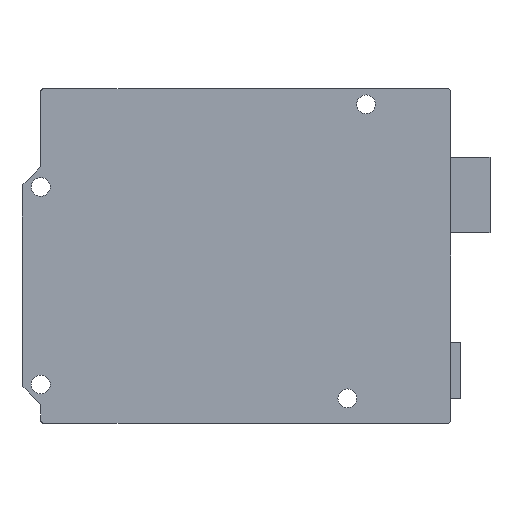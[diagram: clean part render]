
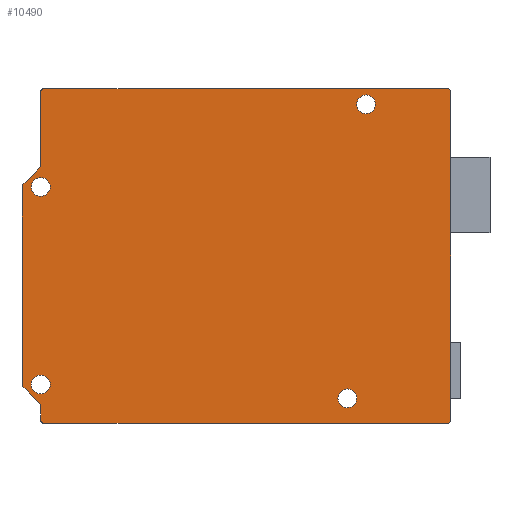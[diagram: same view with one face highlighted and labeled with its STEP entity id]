
A CAD part, front view. The second image highlights one B-rep face of the part: STEP entity #10490.
In plain terms, the highlighted planar face has unit normal (0, -1, 0).
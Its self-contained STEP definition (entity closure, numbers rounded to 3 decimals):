
#65=CIRCLE($,#10995,1.5);
#66=CIRCLE($,#10997,1.5);
#67=CIRCLE($,#10999,1.5);
#68=CIRCLE($,#11001,1.5);
#71=CIRCLE($,#11055,0.5);
#72=CIRCLE($,#11058,0.5);
#73=CIRCLE($,#11061,0.5);
#74=CIRCLE($,#11064,0.5);
#75=CIRCLE($,#11068,0.5);
#76=CIRCLE($,#11071,0.5);
#175=FACE_BOUND($,#1326,.T.);
#176=FACE_BOUND($,#1327,.T.);
#177=FACE_BOUND($,#1328,.T.);
#178=FACE_BOUND($,#1329,.T.);
#179=FACE_BOUND($,#1330,.T.);
#1326=EDGE_LOOP($,(#8944));
#1327=EDGE_LOOP($,(#8945));
#1328=EDGE_LOOP($,(#8946));
#1329=EDGE_LOOP($,(#8947));
#1330=EDGE_LOOP($,(#8948,#8949,#8950,#8951,#8952,#8953,#8954,#8955,#8956,
#8957,#8958,#8959,#8960,#8961));
#2630=LINE($,#16317,#3949);
#2633=LINE($,#16325,#3952);
#2636=LINE($,#16333,#3955);
#2639=LINE($,#16341,#3958);
#2641=LINE($,#16345,#3960);
#2644=LINE($,#16353,#3963);
#2647=LINE($,#16361,#3966);
#2649=LINE($,#16364,#3968);
#3949=VECTOR($,#13502,64.5);
#3952=VECTOR($,#13511,52.5);
#3955=VECTOR($,#13520,64.5);
#3958=VECTOR($,#13529,12.);
#3960=VECTOR($,#13533,4.036);
#3963=VECTOR($,#13542,31.586);
#3966=VECTOR($,#13551,4.036);
#3968=VECTOR($,#13555,2.5);
#4806=VERTEX_POINT($,#16104);
#4807=VERTEX_POINT($,#16107);
#4808=VERTEX_POINT($,#16110);
#4809=VERTEX_POINT($,#16113);
#4862=VERTEX_POINT($,#16310);
#4863=VERTEX_POINT($,#16311);
#4864=VERTEX_POINT($,#16316);
#4865=VERTEX_POINT($,#16320);
#4866=VERTEX_POINT($,#16324);
#4867=VERTEX_POINT($,#16328);
#4868=VERTEX_POINT($,#16332);
#4869=VERTEX_POINT($,#16336);
#4870=VERTEX_POINT($,#16340);
#4871=VERTEX_POINT($,#16344);
#4872=VERTEX_POINT($,#16348);
#4873=VERTEX_POINT($,#16352);
#4874=VERTEX_POINT($,#16356);
#4875=VERTEX_POINT($,#16360);
#6114=EDGE_CURVE($,#4806,#4806,#65,.T.);
#6115=EDGE_CURVE($,#4807,#4807,#66,.T.);
#6116=EDGE_CURVE($,#4808,#4808,#67,.T.);
#6117=EDGE_CURVE($,#4809,#4809,#68,.T.);
#6210=EDGE_CURVE($,#4862,#4863,#71,.T.);
#6213=EDGE_CURVE($,#4863,#4864,#2630,.T.);
#6215=EDGE_CURVE($,#4864,#4865,#72,.T.);
#6217=EDGE_CURVE($,#4865,#4866,#2633,.T.);
#6219=EDGE_CURVE($,#4866,#4867,#73,.T.);
#6221=EDGE_CURVE($,#4867,#4868,#2636,.T.);
#6223=EDGE_CURVE($,#4868,#4869,#74,.T.);
#6225=EDGE_CURVE($,#4869,#4870,#2639,.T.);
#6227=EDGE_CURVE($,#4870,#4871,#2641,.T.);
#6229=EDGE_CURVE($,#4871,#4872,#75,.T.);
#6231=EDGE_CURVE($,#4872,#4873,#2644,.T.);
#6233=EDGE_CURVE($,#4873,#4874,#76,.T.);
#6235=EDGE_CURVE($,#4874,#4875,#2647,.T.);
#6237=EDGE_CURVE($,#4875,#4862,#2649,.T.);
#8944=ORIENTED_EDGE($,*,*,#6114,.T.);
#8945=ORIENTED_EDGE($,*,*,#6115,.T.);
#8946=ORIENTED_EDGE($,*,*,#6116,.T.);
#8947=ORIENTED_EDGE($,*,*,#6117,.T.);
#8948=ORIENTED_EDGE($,*,*,#6237,.T.);
#8949=ORIENTED_EDGE($,*,*,#6210,.T.);
#8950=ORIENTED_EDGE($,*,*,#6213,.T.);
#8951=ORIENTED_EDGE($,*,*,#6215,.T.);
#8952=ORIENTED_EDGE($,*,*,#6217,.T.);
#8953=ORIENTED_EDGE($,*,*,#6219,.T.);
#8954=ORIENTED_EDGE($,*,*,#6221,.T.);
#8955=ORIENTED_EDGE($,*,*,#6223,.T.);
#8956=ORIENTED_EDGE($,*,*,#6225,.T.);
#8957=ORIENTED_EDGE($,*,*,#6227,.T.);
#8958=ORIENTED_EDGE($,*,*,#6229,.T.);
#8959=ORIENTED_EDGE($,*,*,#6231,.T.);
#8960=ORIENTED_EDGE($,*,*,#6233,.T.);
#8961=ORIENTED_EDGE($,*,*,#6235,.T.);
#9477=PLANE($,#11074);
#10490=ADVANCED_FACE($,(#175,#176,#177,#178,#179),#9477,.T.);
#10995=AXIS2_PLACEMENT_3D($,#16105,#13286,#13287);
#10997=AXIS2_PLACEMENT_3D($,#16108,#13290,#13291);
#10999=AXIS2_PLACEMENT_3D($,#16111,#13294,#13295);
#11001=AXIS2_PLACEMENT_3D($,#16114,#13298,#13299);
#11055=AXIS2_PLACEMENT_3D($,#16312,#13496,#13497);
#11058=AXIS2_PLACEMENT_3D($,#16321,#13506,#13507);
#11061=AXIS2_PLACEMENT_3D($,#16329,#13515,#13516);
#11064=AXIS2_PLACEMENT_3D($,#16337,#13524,#13525);
#11068=AXIS2_PLACEMENT_3D($,#16349,#13537,#13538);
#11071=AXIS2_PLACEMENT_3D($,#16357,#13546,#13547);
#11074=AXIS2_PLACEMENT_3D($,#16365,#13556,#13557);
#13286=DIRECTION('center_axis',(0.,1.,0.));
#13287=DIRECTION('ref_axis',(1.,0.,0.));
#13290=DIRECTION('center_axis',(0.,1.,0.));
#13291=DIRECTION('ref_axis',(1.,0.,0.));
#13294=DIRECTION('center_axis',(0.,1.,0.));
#13295=DIRECTION('ref_axis',(1.,0.,0.));
#13298=DIRECTION('center_axis',(0.,1.,0.));
#13299=DIRECTION('ref_axis',(1.,0.,0.));
#13496=DIRECTION('center_axis',(0.,-1.,0.));
#13497=DIRECTION('ref_axis',(0.,0.,1.));
#13502=DIRECTION($,(1.,0.,0.));
#13506=DIRECTION('center_axis',(0.,-1.,0.));
#13507=DIRECTION('ref_axis',(-1.,0.,0.));
#13511=DIRECTION($,(0.,0.,1.));
#13515=DIRECTION('center_axis',(0.,-1.,0.));
#13516=DIRECTION('ref_axis',(0.,0.,-1.));
#13520=DIRECTION($,(-1.,0.,0.));
#13524=DIRECTION('center_axis',(0.,-1.,0.));
#13525=DIRECTION('ref_axis',(1.,0.,0.));
#13529=DIRECTION($,(0.,0.,-1.));
#13533=DIRECTION($,(-0.707,0.,-0.707));
#13537=DIRECTION('center_axis',(0.,-1.,0.));
#13538=DIRECTION('ref_axis',(1.,0.,0.));
#13542=DIRECTION($,(0.,0.,-1.));
#13546=DIRECTION('center_axis',(0.,-1.,0.));
#13547=DIRECTION('ref_axis',(0.707,0.,0.707));
#13551=DIRECTION($,(0.707,0.,-0.707));
#13555=DIRECTION($,(0.,0.,-1.));
#13556=DIRECTION('center_axis',(0.,-1.,0.));
#13557=DIRECTION('ref_axis',(0.,0.,-1.));
#16104=CARTESIAN_POINT('',(53.5,0.,-2.5));
#16105=CARTESIAN_POINT('Origin',(55.,0.,-2.5));
#16107=CARTESIAN_POINT('',(1.5,0.,-15.707));
#16108=CARTESIAN_POINT('Origin',(3.,0.,-15.707));
#16110=CARTESIAN_POINT('',(1.5,0.,-47.293));
#16111=CARTESIAN_POINT('Origin',(3.,0.,-47.293));
#16113=CARTESIAN_POINT('',(50.5,0.,-49.5));
#16114=CARTESIAN_POINT('Origin',(52.,0.,-49.5));
#16310=CARTESIAN_POINT('',(3.,0.,-53.));
#16311=CARTESIAN_POINT('',(3.5,0.,-53.5));
#16312=CARTESIAN_POINT('Origin',(3.5,0.,-53.));
#16316=CARTESIAN_POINT('',(68.,0.,-53.5));
#16317=CARTESIAN_POINT($,(3.5,0.,-53.5));
#16320=CARTESIAN_POINT('',(68.5,0.,-53.));
#16321=CARTESIAN_POINT('Origin',(68.,0.,-53.));
#16324=CARTESIAN_POINT('',(68.5,0.,-0.5));
#16325=CARTESIAN_POINT($,(68.5,0.,-53.));
#16328=CARTESIAN_POINT('',(68.,0.,0.));
#16329=CARTESIAN_POINT('Origin',(68.,0.,-0.5));
#16332=CARTESIAN_POINT('',(3.5,0.,0.));
#16333=CARTESIAN_POINT($,(68.,0.,0.));
#16336=CARTESIAN_POINT('',(3.,0.,-0.5));
#16337=CARTESIAN_POINT('Origin',(3.5,0.,-0.5));
#16340=CARTESIAN_POINT('',(3.,0.,-12.5));
#16341=CARTESIAN_POINT($,(3.,0.,-0.5));
#16344=CARTESIAN_POINT('',(0.146,0.,-15.354));
#16345=CARTESIAN_POINT($,(3.,0.,-12.5));
#16348=CARTESIAN_POINT('',(0.,0.,-15.707));
#16349=CARTESIAN_POINT('Origin',(0.5,0.,-15.707));
#16352=CARTESIAN_POINT('',(0.,0.,-47.293));
#16353=CARTESIAN_POINT($,(0.,0.,-15.707));
#16356=CARTESIAN_POINT('',(0.146,0.,-47.646));
#16357=CARTESIAN_POINT('Origin',(0.5,0.,-47.293));
#16360=CARTESIAN_POINT('',(3.,0.,-50.5));
#16361=CARTESIAN_POINT($,(0.146,0.,-47.646));
#16364=CARTESIAN_POINT($,(3.,0.,-50.5));
#16365=CARTESIAN_POINT('Origin',(34.989,0.,-26.795));
